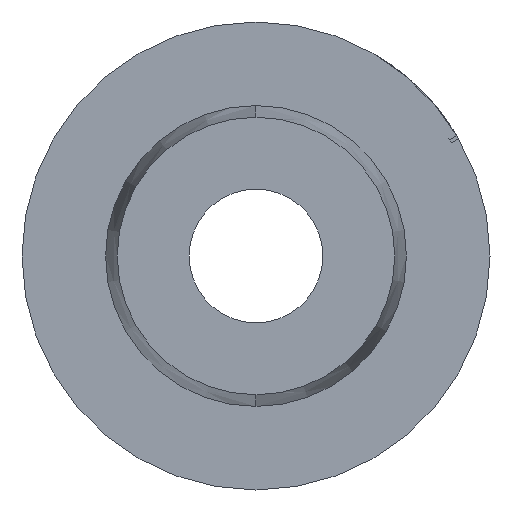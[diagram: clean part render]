
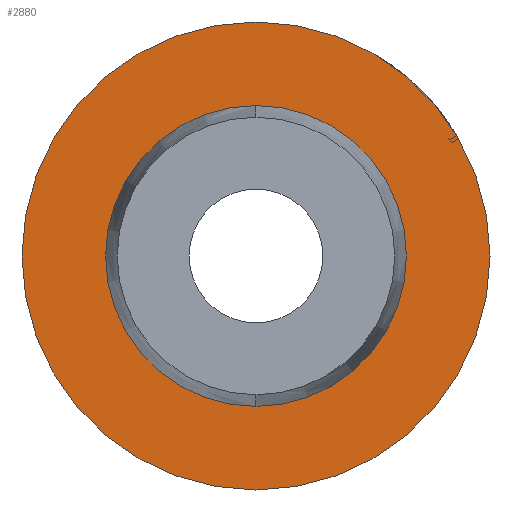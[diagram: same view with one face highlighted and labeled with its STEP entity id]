
A CAD part, left-side view. The second image highlights one B-rep face of the part: STEP entity #2880.
In plain terms, the highlighted planar face has unit normal (-1, 0, 0).
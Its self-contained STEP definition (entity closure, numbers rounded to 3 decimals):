
#55 = CIRCLE ( 'NONE', #3180, 4.5 ) ;
#161 = CIRCLE ( 'NONE', #5670, 4.5 ) ;
#179 = VERTEX_POINT ( 'NONE', #651 ) ;
#238 = CARTESIAN_POINT ( 'NONE',  ( 19., 0., 4.5 ) ) ;
#651 = CARTESIAN_POINT ( 'NONE',  ( 19., 0., 7. ) ) ;
#963 = CARTESIAN_POINT ( 'NONE',  ( 19., 0., -4.5 ) ) ;
#1005 = DIRECTION ( 'NONE',  ( 0., 0., -1. ) ) ;
#1047 = DIRECTION ( 'NONE',  ( 0., 0., 1. ) ) ;
#1133 = CARTESIAN_POINT ( 'NONE',  ( 19., 0., 0. ) ) ;
#1255 = VERTEX_POINT ( 'NONE', #5588 ) ;
#1640 = CARTESIAN_POINT ( 'NONE',  ( 19., 0., 0. ) ) ;
#1853 = FACE_OUTER_BOUND ( 'NONE', #2802, .T. ) ;
#1874 = ORIENTED_EDGE ( 'NONE', *, *, #5112, .F. ) ;
#2012 = AXIS2_PLACEMENT_3D ( 'NONE', #1640, #3102, #5898 ) ;
#2541 = EDGE_CURVE ( 'NONE', #179, #1255, #5653, .T. ) ;
#2561 = EDGE_LOOP ( 'NONE', ( #1874, #5306 ) ) ;
#2570 = DIRECTION ( 'NONE',  ( 0., 0., 1. ) ) ;
#2802 = EDGE_LOOP ( 'NONE', ( #2817, #5430 ) ) ;
#2806 = DIRECTION ( 'NONE',  ( 1., 0., 0. ) ) ;
#2817 = ORIENTED_EDGE ( 'NONE', *, *, #2541, .T. ) ;
#2880 = ADVANCED_FACE ( 'NONE', ( #3734, #1853 ), #5221, .F. ) ;
#2965 = DIRECTION ( 'NONE',  ( -1., 0., 0. ) ) ;
#3071 = DIRECTION ( 'NONE',  ( -1., 0., 0. ) ) ;
#3077 = VERTEX_POINT ( 'NONE', #963 ) ;
#3102 = DIRECTION ( 'NONE',  ( -1., 0., 0. ) ) ;
#3180 = AXIS2_PLACEMENT_3D ( 'NONE', #5824, #2965, #4270 ) ;
#3279 = AXIS2_PLACEMENT_3D ( 'NONE', #5626, #2806, #1005 ) ;
#3502 = VERTEX_POINT ( 'NONE', #238 ) ;
#3734 = FACE_BOUND ( 'NONE', #2561, .T. ) ;
#3783 = CIRCLE ( 'NONE', #2012, 7. ) ;
#4270 = DIRECTION ( 'NONE',  ( 0., 0., 1. ) ) ;
#4441 = CARTESIAN_POINT ( 'NONE',  ( 19., 0., 0. ) ) ;
#4658 = EDGE_CURVE ( 'NONE', #1255, #179, #3783, .T. ) ;
#5112 = EDGE_CURVE ( 'NONE', #3502, #3077, #55, .T. ) ;
#5221 = PLANE ( 'NONE',  #3279 ) ;
#5306 = ORIENTED_EDGE ( 'NONE', *, *, #6013, .F. ) ;
#5354 = DIRECTION ( 'NONE',  ( -1., 0., 0. ) ) ;
#5430 = ORIENTED_EDGE ( 'NONE', *, *, #4658, .T. ) ;
#5588 = CARTESIAN_POINT ( 'NONE',  ( 19., 0., -7. ) ) ;
#5626 = CARTESIAN_POINT ( 'NONE',  ( 19., 4.5, 0. ) ) ;
#5653 = CIRCLE ( 'NONE', #5772, 7. ) ;
#5670 = AXIS2_PLACEMENT_3D ( 'NONE', #1133, #5354, #1047 ) ;
#5772 = AXIS2_PLACEMENT_3D ( 'NONE', #4441, #3071, #2570 ) ;
#5824 = CARTESIAN_POINT ( 'NONE',  ( 19., 0., 0. ) ) ;
#5898 = DIRECTION ( 'NONE',  ( 0., 0., 1. ) ) ;
#6013 = EDGE_CURVE ( 'NONE', #3077, #3502, #161, .T. ) ;
